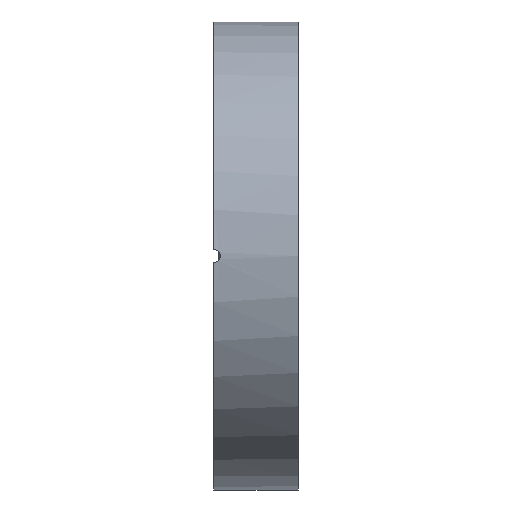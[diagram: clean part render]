
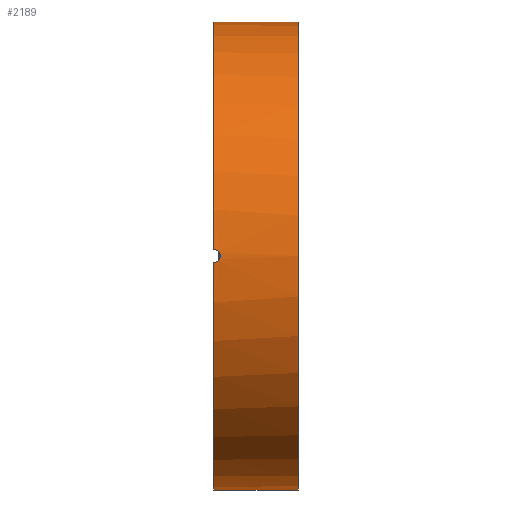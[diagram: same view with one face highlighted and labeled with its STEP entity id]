
A CAD part, left-side view. The second image highlights one B-rep face of the part: STEP entity #2189.
In plain terms, the highlighted cylindrical face has radius 35 mm (diameter 70 mm), a partial arc.
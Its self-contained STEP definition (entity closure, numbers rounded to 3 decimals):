
#104 = CARTESIAN_POINT ( 'NONE',  ( -34.986, -0.264, -1. ) ) ;
#137 = VECTOR ( 'NONE', #1955, 1000. ) ;
#172 = ORIENTED_EDGE ( 'NONE', *, *, #1334, .T. ) ;
#178 = CARTESIAN_POINT ( 'NONE',  ( 0., -12.7, 35. ) ) ;
#185 = CARTESIAN_POINT ( 'NONE',  ( -34.986, 0., 1. ) ) ;
#197 = VECTOR ( 'NONE', #1670, 1000. ) ;
#237 = DIRECTION ( 'NONE',  ( 0., 1., 0. ) ) ;
#256 = VERTEX_POINT ( 'NONE', #769 ) ;
#294 = VERTEX_POINT ( 'NONE', #2218 ) ;
#303 = CARTESIAN_POINT ( 'NONE',  ( -34.989, -0.521, -0.893 ) ) ;
#358 = EDGE_CURVE ( 'NONE', #599, #256, #1844, .T. ) ;
#438 = CARTESIAN_POINT ( 'NONE',  ( 0., -12.7, 0. ) ) ;
#492 = CARTESIAN_POINT ( 'NONE',  ( -34.997, -0.874, 0.503 ) ) ;
#593 = EDGE_CURVE ( 'NONE', #1170, #294, #797, .T. ) ;
#599 = VERTEX_POINT ( 'NONE', #1382 ) ;
#633 = EDGE_CURVE ( 'NONE', #1170, #256, #1433, .T. ) ;
#683 = DIRECTION ( 'NONE',  ( 0., 1., 0. ) ) ;
#714 = CARTESIAN_POINT ( 'NONE',  ( -34.995, -0.801, -0.613 ) ) ;
#732 = CARTESIAN_POINT ( 'NONE',  ( -34.986, 0., -1. ) ) ;
#750 = AXIS2_PLACEMENT_3D ( 'NONE', #2578, #237, #1113 ) ;
#769 = CARTESIAN_POINT ( 'NONE',  ( 0., 0., 35. ) ) ;
#776 = CARTESIAN_POINT ( 'NONE',  ( -34.986, -0.262, 0.974 ) ) ;
#797 = B_SPLINE_CURVE_WITH_KNOTS ( 'NONE', 3,
 ( #1149, #1593, #776, #2453, #1354, #2466, #492, #2205, #2006, #2647, #2232, #1993, #714, #303, #104, #732 ),
 .UNSPECIFIED., .F., .F.,
 ( 4, 2, 2, 2, 2, 2, 2, 4 ),
 ( 0., 0., 0.001, 0.001, 0.002, 0.002, 0.002, 0.003 ),
 .UNSPECIFIED. ) ;
#850 = CARTESIAN_POINT ( 'NONE',  ( 0., 0., -35. ) ) ;
#921 = AXIS2_PLACEMENT_3D ( 'NONE', #1566, #683, #2426 ) ;
#949 = AXIS2_PLACEMENT_3D ( 'NONE', #2268, #998, #2276 ) ;
#995 = CIRCLE ( 'NONE', #921, 35. ) ;
#998 = DIRECTION ( 'NONE',  ( 0., 1., 0. ) ) ;
#1059 = FACE_OUTER_BOUND ( 'NONE', #1805, .T. ) ;
#1113 = DIRECTION ( 'NONE',  ( 0., 0., 1. ) ) ;
#1149 = CARTESIAN_POINT ( 'NONE',  ( -34.986, 0., 1. ) ) ;
#1170 = VERTEX_POINT ( 'NONE', #185 ) ;
#1263 = DIRECTION ( 'NONE',  ( 0., 1., 0. ) ) ;
#1300 = CARTESIAN_POINT ( 'NONE',  ( 0., -12.7, -35. ) ) ;
#1334 = EDGE_CURVE ( 'NONE', #2311, #599, #2043, .T. ) ;
#1354 = CARTESIAN_POINT ( 'NONE',  ( -34.991, -0.615, 0.799 ) ) ;
#1382 = CARTESIAN_POINT ( 'NONE',  ( 0., -12.7, 35. ) ) ;
#1386 = EDGE_CURVE ( 'NONE', #2311, #2247, #2611, .T. ) ;
#1394 = ORIENTED_EDGE ( 'NONE', *, *, #358, .T. ) ;
#1433 = CIRCLE ( 'NONE', #949, 35. ) ;
#1566 = CARTESIAN_POINT ( 'NONE',  ( 0., 0., 0. ) ) ;
#1593 = CARTESIAN_POINT ( 'NONE',  ( -34.986, -0.132, 1. ) ) ;
#1660 = ORIENTED_EDGE ( 'NONE', *, *, #2374, .F. ) ;
#1670 = DIRECTION ( 'NONE',  ( 0., 1., 0. ) ) ;
#1805 = EDGE_LOOP ( 'NONE', ( #2576, #172, #1394, #1963, #1846, #1660 ) ) ;
#1844 = LINE ( 'NONE', #178, #197 ) ;
#1846 = ORIENTED_EDGE ( 'NONE', *, *, #593, .T. ) ;
#1955 = DIRECTION ( 'NONE',  ( 0., 1., 0. ) ) ;
#1963 = ORIENTED_EDGE ( 'NONE', *, *, #633, .F. ) ;
#1993 = CARTESIAN_POINT ( 'NONE',  ( -34.997, -0.874, -0.503 ) ) ;
#2006 = CARTESIAN_POINT ( 'NONE',  ( -35., -1., 0.131 ) ) ;
#2043 = CIRCLE ( 'NONE', #750, 35. ) ;
#2122 = AXIS2_PLACEMENT_3D ( 'NONE', #438, #1263, #2134 ) ;
#2134 = DIRECTION ( 'NONE',  ( 0., 0., 1. ) ) ;
#2189 = ADVANCED_FACE ( 'NONE', ( #1059 ), #2362, .T. ) ;
#2205 = CARTESIAN_POINT ( 'NONE',  ( -34.999, -0.974, 0.263 ) ) ;
#2218 = CARTESIAN_POINT ( 'NONE',  ( -34.986, 0., -1. ) ) ;
#2232 = CARTESIAN_POINT ( 'NONE',  ( -34.999, -0.974, -0.261 ) ) ;
#2247 = VERTEX_POINT ( 'NONE', #850 ) ;
#2268 = CARTESIAN_POINT ( 'NONE',  ( 0., 0., 0. ) ) ;
#2276 = DIRECTION ( 'NONE',  ( 0., 0., 1. ) ) ;
#2311 = VERTEX_POINT ( 'NONE', #2603 ) ;
#2362 = CYLINDRICAL_SURFACE ( 'NONE', #2122, 35. ) ;
#2374 = EDGE_CURVE ( 'NONE', #2247, #294, #995, .T. ) ;
#2426 = DIRECTION ( 'NONE',  ( 0., 0., 1. ) ) ;
#2453 = CARTESIAN_POINT ( 'NONE',  ( -34.989, -0.504, 0.874 ) ) ;
#2466 = CARTESIAN_POINT ( 'NONE',  ( -34.995, -0.799, 0.615 ) ) ;
#2576 = ORIENTED_EDGE ( 'NONE', *, *, #1386, .F. ) ;
#2578 = CARTESIAN_POINT ( 'NONE',  ( 0., -12.7, 0. ) ) ;
#2603 = CARTESIAN_POINT ( 'NONE',  ( 0., -12.7, -35. ) ) ;
#2611 = LINE ( 'NONE', #1300, #137 ) ;
#2647 = CARTESIAN_POINT ( 'NONE',  ( -35., -1., -0.13 ) ) ;
